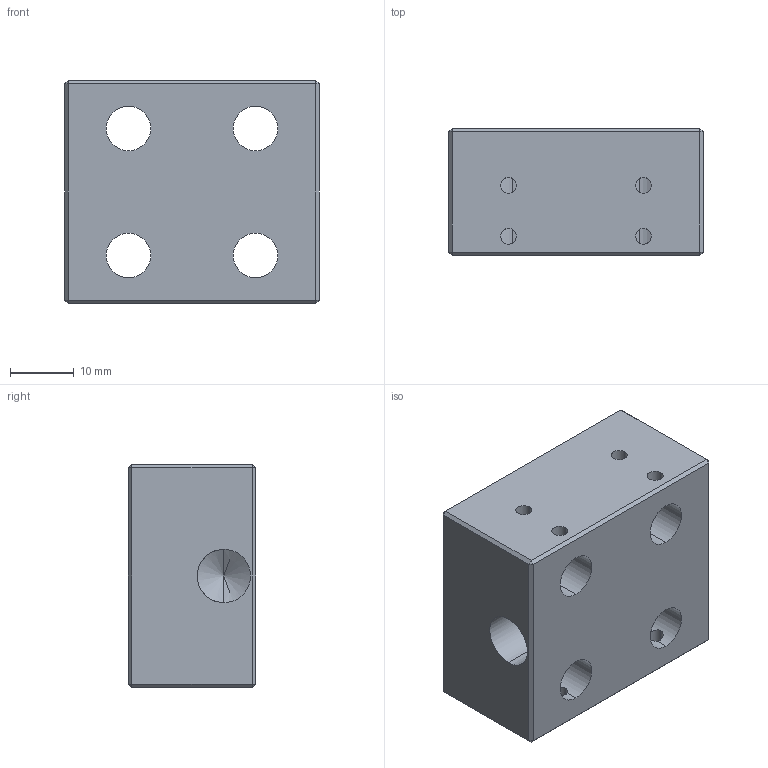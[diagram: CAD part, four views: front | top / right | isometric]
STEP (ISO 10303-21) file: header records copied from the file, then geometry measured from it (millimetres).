
FILE_DESCRIPTION (( 'STEP AP203' ), '1' );
FILE_NAME ('Kraken Cooling Block.step', '2016-03-08T04:33:37', ( '' ), ( '' ), 'SwSTEP 2.0', 'SolidWorks 2015', '' );
FILE_SCHEMA (( 'CONFIG_CONTROL_DESIGN' ));
Length unit declared in the file: millimetre
Products named in the file (1): Kraken Cooling Block
Bounding box: 40 x 20 x 35 mm (x, y, z)
Volume: 21013.3 mm3; surface area: 8873.2 mm2
Topology: 1 solids, 1 shells, 90 faces, 230 edges, 141 vertices
Faces by surface type: cylinder 52, plane 36, cone 2
Entity records: 3073 total; most frequent: CARTESIAN_POINT 788, ORIENTED_EDGE 456, DIRECTION 454, EDGE_CURVE 228, AXIS2_PLACEMENT_3D 171, VERTEX_POINT 141, EDGE_LOOP 119, VECTOR 112
